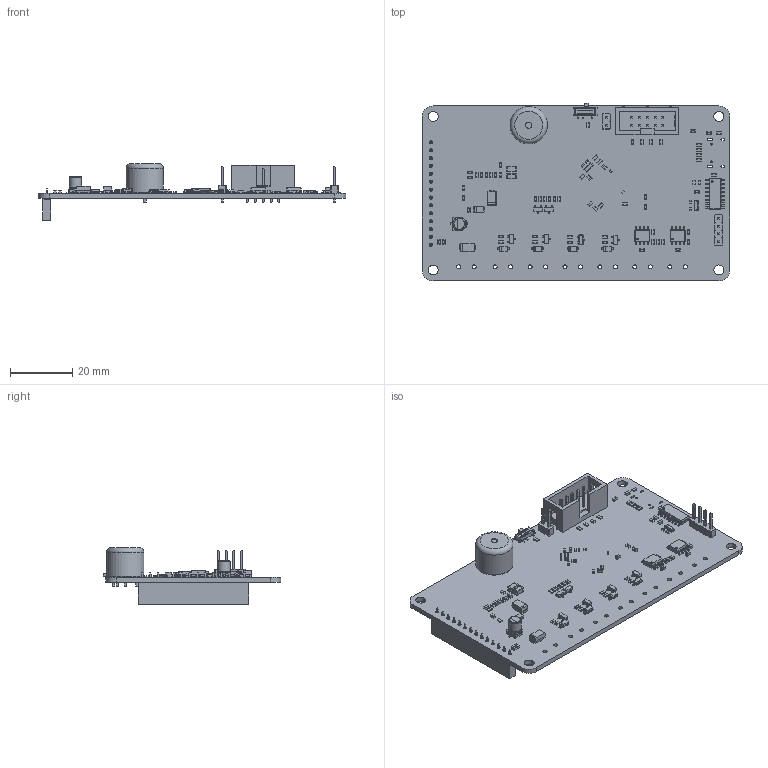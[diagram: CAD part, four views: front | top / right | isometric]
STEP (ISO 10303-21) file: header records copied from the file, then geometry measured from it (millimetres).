
FILE_DESCRIPTION(('KiCad electronic assembly'),'2;1');
FILE_NAME('PCB.step','2024-07-20T11:41:23',('Pcbnew'),('Kicad'), 'Open CASCADE STEP processor 7.7','KiCad to STEP converter','Unknown' );
FILE_SCHEMA(('AUTOMOTIVE_DESIGN { 1 0 10303 214 1 1 1 1 }'));
Length unit declared in the file: millimetre
Products named in the file (40): PCB 1; R_0603_1608Metric; Buzzer_12x9.5RM7.6; Buzzer_12x95RM76; PinHeader_1x04_P2.54mm_Vertical; PinHeader_1x04_P254mm_Vertical; C_0402_1005Metric; C_1206_3216Metric; LED_0603_1608Metric; CP_Elec_4x5.4; CP_Elec_4x54; Resonator_SMD_Murata_CSTxExxV-3Pin_3.0x1.1mm; muRata_CSTxExxV; SOT-23; SOT_23; D_SMA; PinHeader_1x02_P2.54mm_Vertical; PinHeader_1x02_P254mm_Vertical; C_0603_1608Metric; SW_SPDT_PCM12; Fusion_sp; IDC-Header_2x05_P2.54mm_Vertical; IDC_Header_2x05_P254mm_Vertical; CP_EIA-3216-10_Kemet-I; CP_EIA_3216_10_Kemet_I; SOIC-8_3.9x4.9mm_P1.27mm; SOIC_8_39x49mm_P127mm; D_SOD-123; D_SOD_123; SOIC-16_3.9x9.9mm_P1.27mm; SOIC_16_39x99mm_P127mm; PinSocket_1x14_P2.54mm_Vertical; PinSocket_1x14_P254mm_Vertical; PCB_PCB
Assembly tree (119 placements, depth 3):
  PCB 1
    R_0603_1608Metric  x41
      R_0603_1608Metric
    Buzzer_12x9.5RM7.6
      Buzzer_12x95RM76
    PinHeader_1x04_P2.54mm_Vertical
      PinHeader_1x04_P254mm_Vertical
    C_0402_1005Metric  x12
      C_0402_1005Metric
    C_1206_3216Metric  x2
      C_1206_3216Metric
    LED_0603_1608Metric  x2
      LED_0603_1608Metric
    CP_Elec_4x5.4
      CP_Elec_4x54
    Resonator_SMD_Murata_CSTxExxV-3Pin_3.0x1.1mm  x2
      muRata_CSTxExxV
    SOT-23  x6
      SOT_23
    D_SMA  x2
      D_SMA
    PinHeader_1x02_P2.54mm_Vertical
      PinHeader_1x02_P254mm_Vertical
    C_0603_1608Metric  x17
      C_0603_1608Metric
    SW_SPDT_PCM12
      Fusion_sp
    IDC-Header_2x05_P2.54mm_Vertical
      IDC_Header_2x05_P254mm_Vertical
    CP_EIA-3216-10_Kemet-I
      CP_EIA_3216_10_Kemet_I
    SOIC-8_3.9x4.9mm_P1.27mm  x2
      SOIC_8_39x49mm_P127mm
    D_SOD-123  x4
      D_SOD_123
    SOIC-16_3.9x9.9mm_P1.27mm
      SOIC_16_39x99mm_P127mm
    PinSocket_1x14_P2.54mm_Vertical
      PinSocket_1x14_P254mm_Vertical
    PCB_PCB
Bounding box: 99 x 57.28 x 18.23 mm (x, y, z)
Volume: 11729.9 mm3; surface area: 16353.4 mm2
Topology: 100 solids, 100 shells, 4733 faces, 12008 edges, 7633 vertices
Faces by surface type: plane 3251, cylinder 1071, bspline 400, torus 8, cone 2, revolution 1
Full cylindrical faces by diameter (mm): 0.6 x3, 0.65 x2, 0.8 x2, 0.9 x4, 1 x38, 1.3 x14, 2 x1, 3.2 x4, 4 x2, 12 x1
Entity records: 73503 total; most frequent: CARTESIAN_POINT 11134, ORIENTED_EDGE 10092, DIRECTION 9385, EDGE_CURVE 5046, LINE 4288, VECTOR 4288, VERTEX_POINT 3187, AXIS2_PLACEMENT_3D 2548
